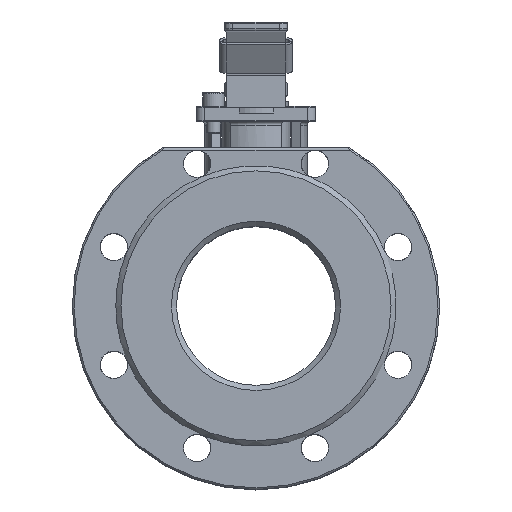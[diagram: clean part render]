
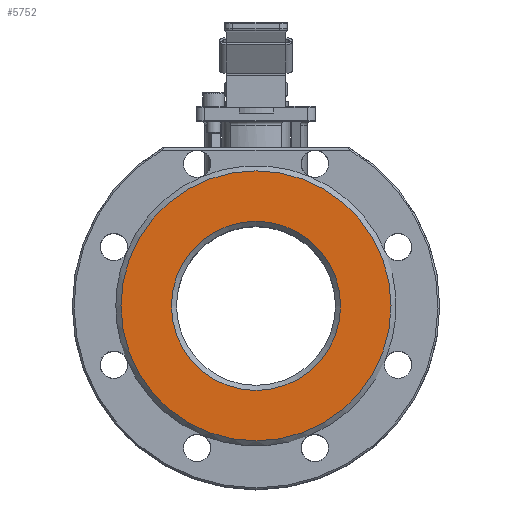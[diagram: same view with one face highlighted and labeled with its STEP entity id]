
A CAD part, top view. The second image highlights one B-rep face of the part: STEP entity #5752.
In plain terms, the highlighted face is planar.
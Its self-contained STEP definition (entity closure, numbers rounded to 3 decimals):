
#186=FACE_BOUND('',#1229,.T.);
#274=CIRCLE('',#6179,49.5);
#278=CIRCLE('',#6185,79.);
#901=FACE_OUTER_BOUND('',#1228,.T.);
#1228=EDGE_LOOP('',(#3960));
#1229=EDGE_LOOP('',(#3961));
#2557=VERTEX_POINT('',#8480);
#2561=VERTEX_POINT('',#8492);
#3091=EDGE_CURVE('',#2557,#2557,#274,.T.);
#3097=EDGE_CURVE('',#2561,#2561,#278,.T.);
#3960=ORIENTED_EDGE('',*,*,#3097,.F.);
#3961=ORIENTED_EDGE('',*,*,#3091,.F.);
#5572=PLANE('',#6184);
#5752=ADVANCED_FACE('',(#901,#186),#5572,.F.);
#6179=AXIS2_PLACEMENT_3D('',#8481,#6833,#6834);
#6184=AXIS2_PLACEMENT_3D('',#8491,#6845,#6846);
#6185=AXIS2_PLACEMENT_3D('',#8493,#6847,#6848);
#6833=DIRECTION('center_axis',(0.,0.,
-1.));
#6834=DIRECTION('ref_axis',(1.,0.,0.));
#6845=DIRECTION('center_axis',(0.,0.,
1.));
#6846=DIRECTION('ref_axis',(1.,0.,0.));
#6847=DIRECTION('center_axis',(0.,0.,
1.));
#6848=DIRECTION('ref_axis',(1.,0.,0.));
#8480=CARTESIAN_POINT('',(-49.5,0.,0.));
#8481=CARTESIAN_POINT('Origin',(0.,0.,
0.));
#8491=CARTESIAN_POINT('Origin',(0.,0.,
0.));
#8492=CARTESIAN_POINT('',(79.,0.,0.));
#8493=CARTESIAN_POINT('Origin',(0.,0.,
0.));
